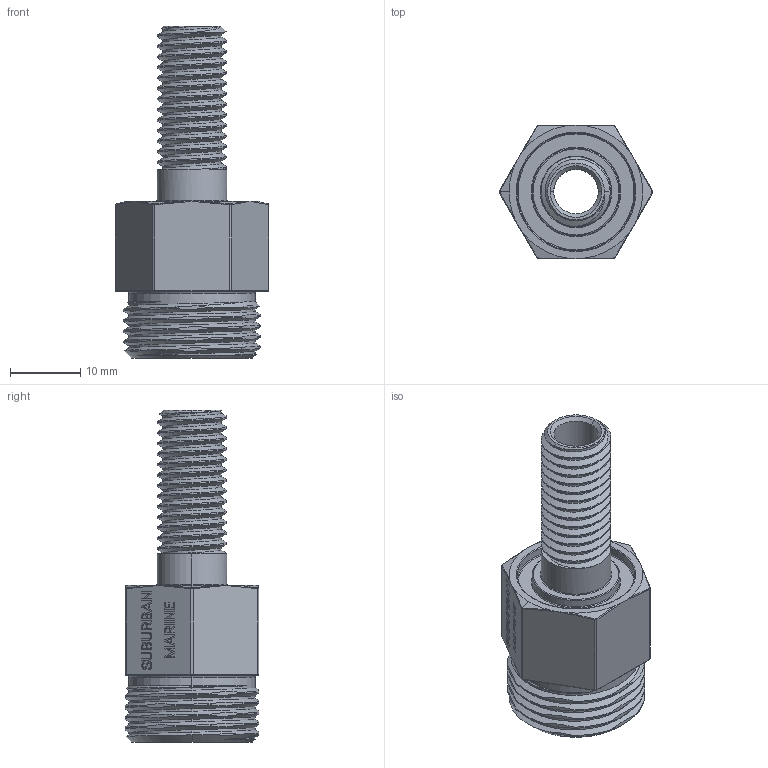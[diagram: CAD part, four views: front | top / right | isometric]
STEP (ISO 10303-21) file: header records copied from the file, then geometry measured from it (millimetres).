
FILE_DESCRIPTION (( 'STEP AP214' ), '1' );
FILE_NAME ('BM-A-BH-B-X_bulkhead_backshell_M10.STEP', '2021-12-07T20:48:28', ( '' ), ( '' ), 'SwSTEP 2.0', 'SolidWorks 2018', '' );
FILE_SCHEMA (( 'AUTOMOTIVE_DESIGN' ));
Length unit declared in the file: millimetre
Products named in the file (1): BM-A-BH-B-X_bulkhead_backshell_M10
Bounding box: 21.8 x 19.05 x 47.3 mm (x, y, z)
Volume: 3958.7 mm3; surface area: 4735.1 mm2
Topology: 1 solids, 1 shells, 403 faces, 1082 edges, 695 vertices
Faces by surface type: plane 195, bspline 97, cylinder 61, torus 26, cone 24
Entity records: 24705 total; most frequent: CARTESIAN_POINT 15765, ORIENTED_EDGE 2140, DIRECTION 1437, EDGE_CURVE 1070, VERTEX_POINT 695, LINE 573, VECTOR 573, AXIS2_PLACEMENT_3D 432
